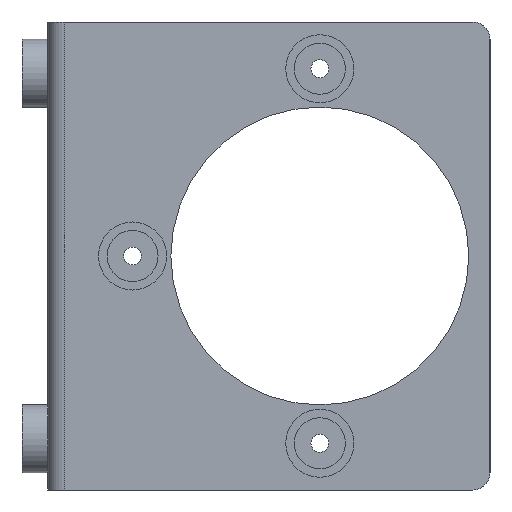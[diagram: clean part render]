
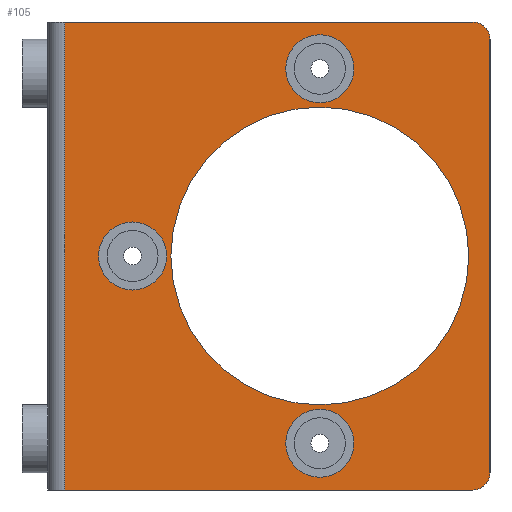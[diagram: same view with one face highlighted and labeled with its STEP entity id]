
A CAD part, left-side view. The second image highlights one B-rep face of the part: STEP entity #105.
In plain terms, the highlighted planar face has unit normal (-1, 0, 0).
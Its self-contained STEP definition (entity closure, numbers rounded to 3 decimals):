
#23 = ORIENTED_EDGE ( 'NONE', *, *, #2685, .F. ) ;
#57 = CARTESIAN_POINT ( 'NONE',  ( 0., 42.008, 27.5 ) ) ;
#63 = VERTEX_POINT ( 'NONE', #3574 ) ;
#105 = ADVANCED_FACE ( 'NONE', ( #4690, #4790, #1308, #2491, #2805 ), #622, .F. ) ;
#283 = CIRCLE ( 'NONE', #3504, 4. ) ;
#317 = DIRECTION ( 'NONE',  ( -1., 0., 0. ) ) ;
#343 = CARTESIAN_POINT ( 'NONE',  ( 0., 20., 27.5 ) ) ;
#380 = DIRECTION ( 'NONE',  ( 0., 0., -1. ) ) ;
#393 = DIRECTION ( 'NONE',  ( 0., 0., -1. ) ) ;
#490 = EDGE_CURVE ( 'NONE', #858, #3790, #659, .T. ) ;
#501 = ORIENTED_EDGE ( 'NONE', *, *, #2003, .T. ) ;
#546 = ORIENTED_EDGE ( 'NONE', *, *, #4407, .F. ) ;
#549 = CARTESIAN_POINT ( 'NONE',  ( 0., 20., 9.492 ) ) ;
#566 = CARTESIAN_POINT ( 'NONE',  ( 0., 52., 55. ) ) ;
#580 = AXIS2_PLACEMENT_3D ( 'NONE', #1553, #3751, #380 ) ;
#622 = PLANE ( 'NONE',  #1252 ) ;
#637 = DIRECTION ( 'NONE',  ( 0., 0., -1. ) ) ;
#659 = LINE ( 'NONE', #566, #2071 ) ;
#674 = AXIS2_PLACEMENT_3D ( 'NONE', #2558, #317, #713 ) ;
#713 = DIRECTION ( 'NONE',  ( 0., 0., -1. ) ) ;
#724 = DIRECTION ( 'NONE',  ( -1., 0., 0. ) ) ;
#734 = DIRECTION ( 'NONE',  ( 0., 0., -1. ) ) ;
#793 = ORIENTED_EDGE ( 'NONE', *, *, #3830, .F. ) ;
#858 = VERTEX_POINT ( 'NONE', #1622 ) ;
#903 = AXIS2_PLACEMENT_3D ( 'NONE', #3276, #1120, #734 ) ;
#906 = ORIENTED_EDGE ( 'NONE', *, *, #967, .T. ) ;
#935 = VERTEX_POINT ( 'NONE', #3641 ) ;
#967 = EDGE_CURVE ( 'NONE', #858, #63, #4421, .T. ) ;
#984 = CIRCLE ( 'NONE', #3340, 4. ) ;
#1060 = VERTEX_POINT ( 'NONE', #3785 ) ;
#1084 = CIRCLE ( 'NONE', #3848, 2. ) ;
#1120 = DIRECTION ( 'NONE',  ( -1., 0., 0. ) ) ;
#1136 = VERTEX_POINT ( 'NONE', #4303 ) ;
#1200 = VERTEX_POINT ( 'NONE', #1410 ) ;
#1204 = AXIS2_PLACEMENT_3D ( 'NONE', #343, #4509, #3747 ) ;
#1210 = ORIENTED_EDGE ( 'NONE', *, *, #4257, .F. ) ;
#1219 = ORIENTED_EDGE ( 'NONE', *, *, #2745, .T. ) ;
#1252 = AXIS2_PLACEMENT_3D ( 'NONE', #4386, #4332, #1703 ) ;
#1280 = VECTOR ( 'NONE', #3133, 1000. ) ;
#1308 = FACE_BOUND ( 'NONE', #4107, .T. ) ;
#1410 = CARTESIAN_POINT ( 'NONE',  ( 0., 2., 0. ) ) ;
#1415 = CARTESIAN_POINT ( 'NONE',  ( 0., 42.008, 23.5 ) ) ;
#1449 = CIRCLE ( 'NONE', #2164, 4. ) ;
#1509 = CARTESIAN_POINT ( 'NONE',  ( 0., 2., 55. ) ) ;
#1549 = CARTESIAN_POINT ( 'NONE',  ( 0., 42.008, 27.5 ) ) ;
#1553 = CARTESIAN_POINT ( 'NONE',  ( 0., 20., 5.492 ) ) ;
#1574 = VECTOR ( 'NONE', #637, 1000. ) ;
#1591 = VERTEX_POINT ( 'NONE', #4016 ) ;
#1617 = EDGE_CURVE ( 'NONE', #4157, #3790, #1084, .T. ) ;
#1622 = CARTESIAN_POINT ( 'NONE',  ( 0., 50., 55. ) ) ;
#1691 = CIRCLE ( 'NONE', #903, 2. ) ;
#1703 = DIRECTION ( 'NONE',  ( 0., 0., -1. ) ) ;
#1718 = CARTESIAN_POINT ( 'NONE',  ( 0., 50., 55. ) ) ;
#1726 = EDGE_LOOP ( 'NONE', ( #501, #2085, #4235, #906, #2919, #1219 ) ) ;
#1736 = DIRECTION ( 'NONE',  ( 0., 0., -1. ) ) ;
#1977 = CARTESIAN_POINT ( 'NONE',  ( 0., 0., 55. ) ) ;
#1991 = DIRECTION ( 'NONE',  ( -1., 0., 0. ) ) ;
#2003 = EDGE_CURVE ( 'NONE', #3669, #4157, #2784, .T. ) ;
#2046 = DIRECTION ( 'NONE',  ( 0., 0., 1. ) ) ;
#2071 = VECTOR ( 'NONE', #3312, 1000. ) ;
#2085 = ORIENTED_EDGE ( 'NONE', *, *, #1617, .T. ) ;
#2164 = AXIS2_PLACEMENT_3D ( 'NONE', #4459, #3297, #393 ) ;
#2231 = CIRCLE ( 'NONE', #1204, 17.5 ) ;
#2296 = DIRECTION ( 'NONE',  ( -1., 0., 0. ) ) ;
#2340 = DIRECTION ( 'NONE',  ( 0., -1., 0. ) ) ;
#2417 = CARTESIAN_POINT ( 'NONE',  ( 0., 20., 27.5 ) ) ;
#2455 = EDGE_CURVE ( 'NONE', #3305, #4644, #984, .T. ) ;
#2491 = FACE_BOUND ( 'NONE', #4707, .T. ) ;
#2520 = DIRECTION ( 'NONE',  ( -1., 0., 0. ) ) ;
#2558 = CARTESIAN_POINT ( 'NONE',  ( 0., 20., 5.492 ) ) ;
#2685 = EDGE_CURVE ( 'NONE', #3525, #1136, #1449, .T. ) ;
#2745 = EDGE_CURVE ( 'NONE', #1200, #3669, #1691, .T. ) ;
#2783 = EDGE_CURVE ( 'NONE', #4342, #935, #4686, .T. ) ;
#2784 = LINE ( 'NONE', #1977, #1280 ) ;
#2805 = FACE_OUTER_BOUND ( 'NONE', #1726, .T. ) ;
#2890 = CARTESIAN_POINT ( 'NONE',  ( 0., 0., 2. ) ) ;
#2919 = ORIENTED_EDGE ( 'NONE', *, *, #4809, .T. ) ;
#3009 = DIRECTION ( 'NONE',  ( 0., 0., -1. ) ) ;
#3127 = DIRECTION ( 'NONE',  ( 0., 0., -1. ) ) ;
#3133 = DIRECTION ( 'NONE',  ( 0., 0., 1. ) ) ;
#3151 = LINE ( 'NONE', #3445, #3185 ) ;
#3168 = EDGE_CURVE ( 'NONE', #1136, #3525, #3657, .T. ) ;
#3185 = VECTOR ( 'NONE', #2340, 1000. ) ;
#3276 = CARTESIAN_POINT ( 'NONE',  ( 0., 2., 2. ) ) ;
#3297 = DIRECTION ( 'NONE',  ( -1., 0., 0. ) ) ;
#3305 = VERTEX_POINT ( 'NONE', #1415 ) ;
#3312 = DIRECTION ( 'NONE',  ( 0., -1., 0. ) ) ;
#3337 = ORIENTED_EDGE ( 'NONE', *, *, #3168, .F. ) ;
#3340 = AXIS2_PLACEMENT_3D ( 'NONE', #1549, #1991, #3127 ) ;
#3445 = CARTESIAN_POINT ( 'NONE',  ( 0., 52., 0. ) ) ;
#3458 = CARTESIAN_POINT ( 'NONE',  ( 0., 20., 45.508 ) ) ;
#3504 = AXIS2_PLACEMENT_3D ( 'NONE', #57, #2296, #3009 ) ;
#3525 = VERTEX_POINT ( 'NONE', #3458 ) ;
#3570 = AXIS2_PLACEMENT_3D ( 'NONE', #4518, #724, #3705 ) ;
#3574 = CARTESIAN_POINT ( 'NONE',  ( 0., 50., 0. ) ) ;
#3641 = CARTESIAN_POINT ( 'NONE',  ( 0., 20., 1.492 ) ) ;
#3657 = CIRCLE ( 'NONE', #3570, 4. ) ;
#3669 = VERTEX_POINT ( 'NONE', #2890 ) ;
#3705 = DIRECTION ( 'NONE',  ( 0., 0., -1. ) ) ;
#3717 = EDGE_LOOP ( 'NONE', ( #4125, #793 ) ) ;
#3747 = DIRECTION ( 'NONE',  ( 0., 0., 1. ) ) ;
#3751 = DIRECTION ( 'NONE',  ( -1., 0., 0. ) ) ;
#3785 = CARTESIAN_POINT ( 'NONE',  ( 0., 20., 45. ) ) ;
#3790 = VERTEX_POINT ( 'NONE', #1509 ) ;
#3830 = EDGE_CURVE ( 'NONE', #4644, #3305, #283, .T. ) ;
#3848 = AXIS2_PLACEMENT_3D ( 'NONE', #4748, #2520, #1736 ) ;
#4016 = CARTESIAN_POINT ( 'NONE',  ( 0., 20., 10. ) ) ;
#4037 = CIRCLE ( 'NONE', #4671, 17.5 ) ;
#4107 = EDGE_LOOP ( 'NONE', ( #23, #3337 ) ) ;
#4125 = ORIENTED_EDGE ( 'NONE', *, *, #2455, .F. ) ;
#4157 = VERTEX_POINT ( 'NONE', #4796 ) ;
#4181 = ORIENTED_EDGE ( 'NONE', *, *, #4582, .F. ) ;
#4221 = DIRECTION ( 'NONE',  ( -1., 0., 0. ) ) ;
#4235 = ORIENTED_EDGE ( 'NONE', *, *, #490, .F. ) ;
#4257 = EDGE_CURVE ( 'NONE', #935, #4342, #4593, .T. ) ;
#4303 = CARTESIAN_POINT ( 'NONE',  ( 0., 20., 53.508 ) ) ;
#4332 = DIRECTION ( 'NONE',  ( 1., 0., 0. ) ) ;
#4342 = VERTEX_POINT ( 'NONE', #549 ) ;
#4386 = CARTESIAN_POINT ( 'NONE',  ( 0., 52., 55. ) ) ;
#4407 = EDGE_CURVE ( 'NONE', #1591, #1060, #4037, .T. ) ;
#4421 = LINE ( 'NONE', #1718, #1574 ) ;
#4459 = CARTESIAN_POINT ( 'NONE',  ( 0., 20., 49.508 ) ) ;
#4471 = EDGE_LOOP ( 'NONE', ( #1210, #4744 ) ) ;
#4509 = DIRECTION ( 'NONE',  ( -1., 0., 0. ) ) ;
#4518 = CARTESIAN_POINT ( 'NONE',  ( 0., 20., 49.508 ) ) ;
#4582 = EDGE_CURVE ( 'NONE', #1060, #1591, #2231, .T. ) ;
#4593 = CIRCLE ( 'NONE', #580, 4. ) ;
#4644 = VERTEX_POINT ( 'NONE', #4814 ) ;
#4671 = AXIS2_PLACEMENT_3D ( 'NONE', #2417, #4221, #2046 ) ;
#4686 = CIRCLE ( 'NONE', #674, 4. ) ;
#4690 = FACE_BOUND ( 'NONE', #3717, .T. ) ;
#4707 = EDGE_LOOP ( 'NONE', ( #4181, #546 ) ) ;
#4744 = ORIENTED_EDGE ( 'NONE', *, *, #2783, .F. ) ;
#4748 = CARTESIAN_POINT ( 'NONE',  ( 0., 2., 53. ) ) ;
#4790 = FACE_BOUND ( 'NONE', #4471, .T. ) ;
#4796 = CARTESIAN_POINT ( 'NONE',  ( 0., 0., 53. ) ) ;
#4809 = EDGE_CURVE ( 'NONE', #63, #1200, #3151, .T. ) ;
#4814 = CARTESIAN_POINT ( 'NONE',  ( 0., 42.008, 31.5 ) ) ;
